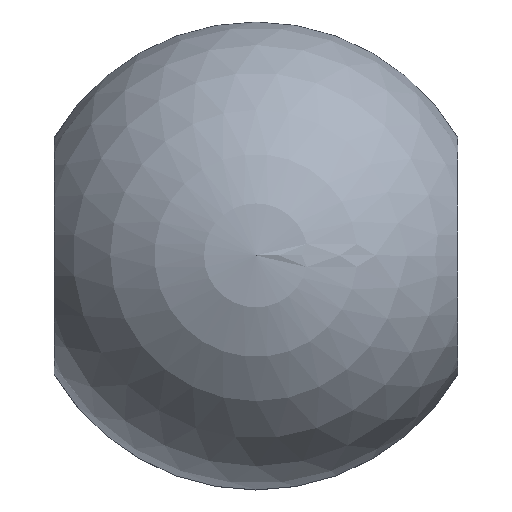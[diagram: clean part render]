
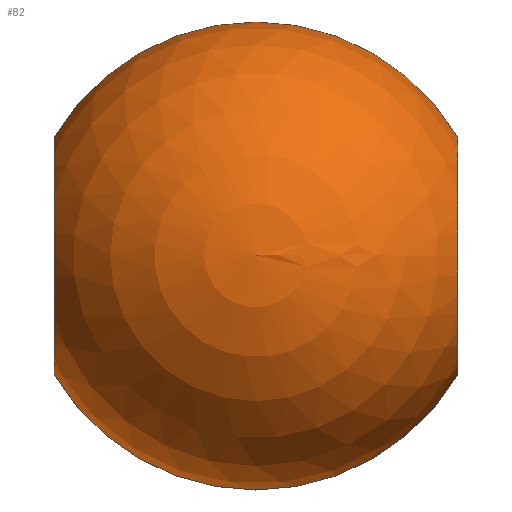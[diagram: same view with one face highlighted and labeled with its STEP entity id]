
A CAD part, top view. The second image highlights one B-rep face of the part: STEP entity #82.
In plain terms, the highlighted spherical face has radius 11 mm.
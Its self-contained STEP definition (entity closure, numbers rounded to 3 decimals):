
#82 = ADVANCED_FACE( '', ( #103 ), #104, .T. );
#103 = FACE_OUTER_BOUND( '', #125, .T. );
#104 = SPHERICAL_SURFACE( '', #126, 11. );
#125 = EDGE_LOOP( '', ( #173, #174, #175, #176 ) );
#126 = AXIS2_PLACEMENT_3D( '', #177, #178, #179 );
#173 = ORIENTED_EDGE( '', *, *, #196, .F. );
#174 = ORIENTED_EDGE( '', *, *, #199, .T. );
#175 = ORIENTED_EDGE( '', *, *, #202, .F. );
#176 = ORIENTED_EDGE( '', *, *, #200, .T. );
#177 = CARTESIAN_POINT( '', ( 0., 0., 9. ) );
#178 = DIRECTION( '', ( 0., 0., 1. ) );
#179 = DIRECTION( '', ( 1., 0., 0. ) );
#196 = EDGE_CURVE( '', #217, #219, #220, .T. );
#199 = EDGE_CURVE( '', #217, #222, #224, .T. );
#200 = EDGE_CURVE( '', #225, #219, #226, .T. );
#202 = EDGE_CURVE( '', #225, #222, #228, .T. );
#217 = VERTEX_POINT( '', #245 );
#219 = VERTEX_POINT( '', #248 );
#220 = CIRCLE( '', #249, 5.545 );
#222 = VERTEX_POINT( '', #252 );
#224 = CIRCLE( '', #255, 11. );
#225 = VERTEX_POINT( '', #256 );
#226 = CIRCLE( '', #257, 11. );
#228 = CIRCLE( '', #260, 5.545 );
#245 = CARTESIAN_POINT( '', ( 9.5, 5.545, 9. ) );
#248 = CARTESIAN_POINT( '', ( 9.5, -5.545, 9. ) );
#249 = AXIS2_PLACEMENT_3D( '', #279, #280, #281 );
#252 = CARTESIAN_POINT( '', ( -9.5, 5.545, 9. ) );
#255 = AXIS2_PLACEMENT_3D( '', #284, #285, #286 );
#256 = CARTESIAN_POINT( '', ( -9.5, -5.545, 9. ) );
#257 = AXIS2_PLACEMENT_3D( '', #287, #288, #289 );
#260 = AXIS2_PLACEMENT_3D( '', #291, #292, #293 );
#279 = CARTESIAN_POINT( '', ( 9.5, 0., 9. ) );
#280 = DIRECTION( '', ( 1., 0., 0. ) );
#281 = DIRECTION( '', ( 0., 0., -1. ) );
#284 = CARTESIAN_POINT( '', ( 0., 0., 9. ) );
#285 = DIRECTION( '', ( 0., 0., 1. ) );
#286 = DIRECTION( '', ( 1., 0., 0. ) );
#287 = CARTESIAN_POINT( '', ( 0., 0., 9. ) );
#288 = DIRECTION( '', ( 0., 0., 1. ) );
#289 = DIRECTION( '', ( 1., 0., 0. ) );
#291 = CARTESIAN_POINT( '', ( -9.5, 0., 9. ) );
#292 = DIRECTION( '', ( -1., 0., 0. ) );
#293 = DIRECTION( '', ( 0., 0., 1. ) );
